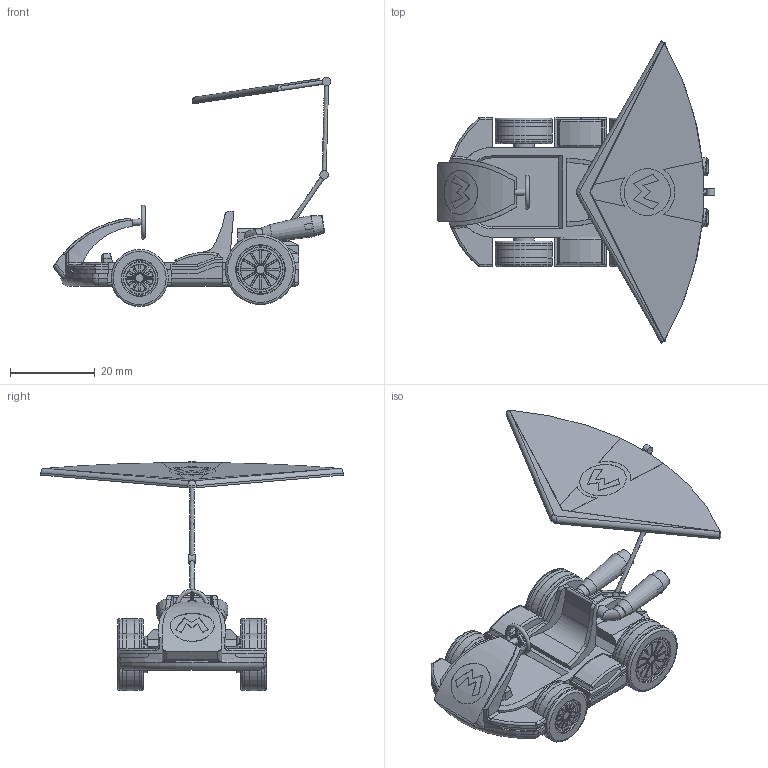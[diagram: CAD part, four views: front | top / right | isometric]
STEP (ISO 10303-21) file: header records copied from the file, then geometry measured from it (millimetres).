
FILE_DESCRIPTION(/* description */ ('STEP AP242','CAx-IF Rec.Pracs.---Representation and Presentation of Product Manufacturing Information (PMI)---4.0---2014-10-13','CAx-IF Rec.Pracs.---3D Tessellated Geometry---0.4---2014-09-14','2;1'),/* implementation_level */ '2;1');
FILE_NAME(/* name */ '66ab664c36100166ecb2a68b',/* time_stamp */ '2024-08-01T10:41:17Z',/* author */ (''),/* organization */ (''),/* preprocessor_version */ 'ST-DEVELOPER v20',/* originating_system */ ' ',/* authorisation */ ' ');
FILE_SCHEMA (('AP242_MANAGED_MODEL_BASED_3D_ENGINEERING_MIM_LF { 1 0 10303 442 1 1 4 }'));
Length unit declared in the file: metre
Products named in the file (1): Part 1
Bounding box: 65.46 x 71.28 x 54.08 mm (x, y, z)
Volume: 15776.3 mm3; surface area: 11695.7 mm2
Topology: 1 solids, 1 shells, 958 faces, 2473 edges, 1407 vertices
Faces by surface type: cylinder 367, plane 308, sphere 206, cone 32, torus 29, bspline 16
Full cylindrical faces by diameter (mm): 1 x1, 1.5 x2, 2 x2, 3 x6, 5 x4, 8.5 x2, 11.056 x1, 11.5 x2, 13.4 x4, 13.5 x6, 16.4 x4, 16.5 x6
Entity records: 31153 total; most frequent: CARTESIAN_POINT 5342, DIRECTION 4873, ORIENTED_EDGE 4308, EDGE_CURVE 2154, AXIS2_PLACEMENT_3D 1920, VERTEX_POINT 1376, EDGE_LOOP 1142, FACE_BOUND 1142
